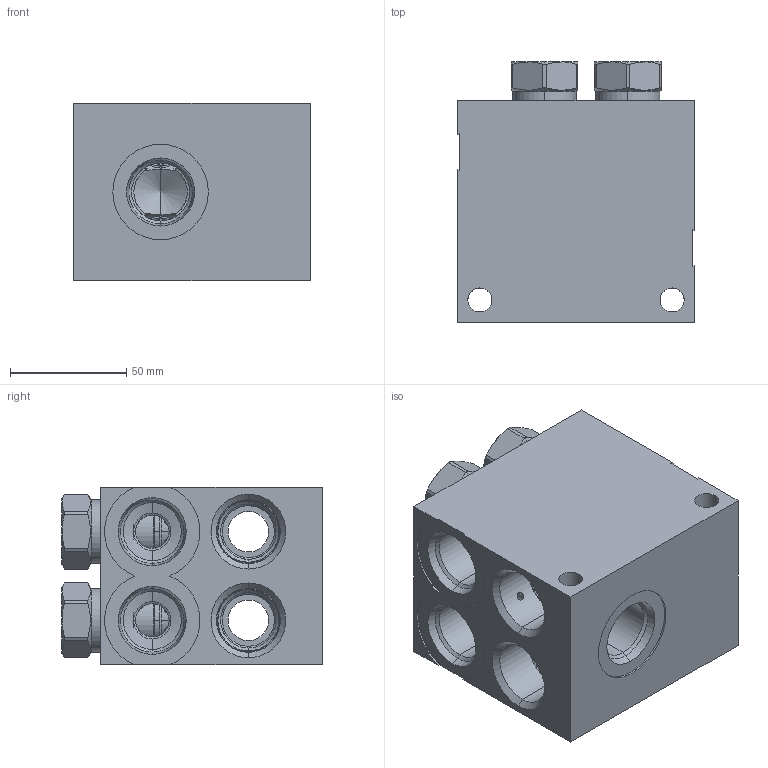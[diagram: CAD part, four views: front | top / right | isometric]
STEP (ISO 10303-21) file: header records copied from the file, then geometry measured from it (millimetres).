
FILE_DESCRIPTION((''),'2;1');
FILE_NAME('BQL_ASM','2020-03-11T',('ProEService'),(''),'PRO/ENGINEER BY PARAMETRIC TECHNOLOGY CORPORATION, 2014200','PRO/ENGINEER BY PARAMETRIC TECHNOLOGY CORPORATION, 2014200','');
FILE_SCHEMA(('CONFIG_CONTROL_DESIGN'));
Length unit declared in the file: inch
Products named in the file (6): 150-233-004; CXEDXAN; CXFAXAN; CSZNXXN; A330-006-004; BQL_ASM
Assembly tree (7 placements, depth 2):
  BQL_ASM
    150-233-004
    CXEDXAN  x2
    CXFAXAN  x2
    CSZNXXN
    A330-006-004
Bounding box: 101.6 x 111.91 x 76.2 mm (x, y, z)
Volume: 598383.4 mm3; surface area: 123390.3 mm2
Topology: 19 solids, 21 shells, 982 faces, 2725 edges, 2016 vertices
Faces by surface type: cylinder 378, cone 217, plane 187, torus 148, revolution 40, sphere 12
Entity records: 27908 total; most frequent: CARTESIAN_POINT 8917, DIRECTION 4157, ORIENTED_EDGE 3288, EDGE_CURVE 1644, AXIS2_PLACEMENT_3D 1560, VECTOR 1013, LINE 1013, VERTEX_POINT 984
